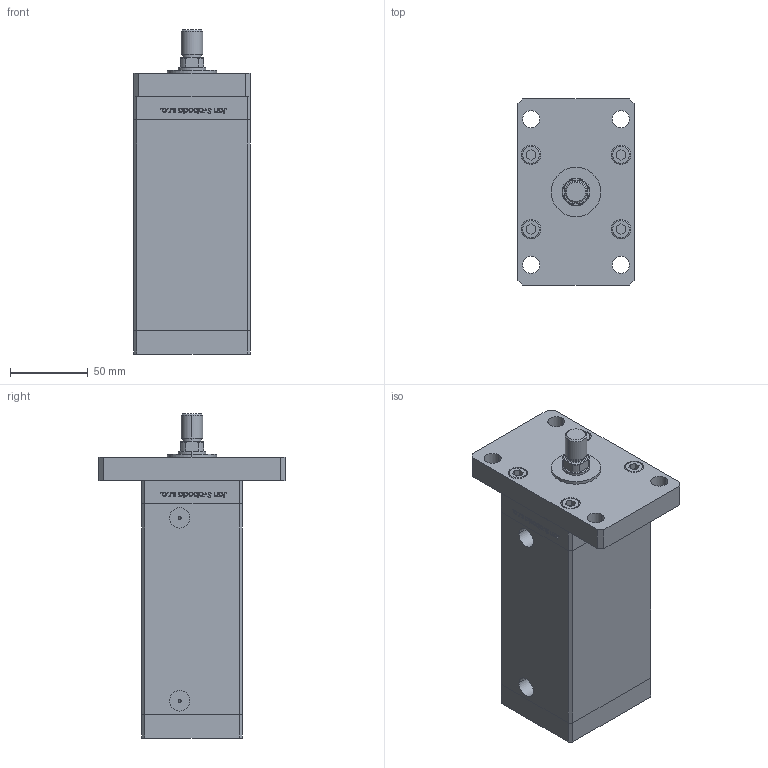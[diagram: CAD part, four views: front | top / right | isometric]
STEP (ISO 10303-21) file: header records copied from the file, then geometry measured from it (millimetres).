
FILE_DESCRIPTION (( 'STEP AP203' ), '1' );
FILE_NAME ('8113.STEP', '2024-06-07T05:38:55', ( '' ), ( '' ), 'SwSTEP 2.0', 'SolidWorks 2019', '' );
FILE_SCHEMA (( 'CONFIG_CONTROL_DESIGN' ));
Length unit declared in the file: millimetre
Products named in the file (8): V220CC_MALE_METRIC f0fbc109cdd55df743366f2c2f1debba; V220C BACK_F f0fbc109cdd55df743366f2c2f1debba; V220C_F_MIDDLE f0fbc109cdd55df743366f2c2f1debba; ALLEN BOLT f0fbc109cdd55df743366f2c2f1debba; 8113; V220C_F f0fbc109cdd55df743366f2c2f1debba; V220C_FRONT_F f0fbc109cdd55df743366f2c2f1debba; V220C_VC_F f0fbc109cdd55df743366f2c2f1debba
Assembly tree (20 placements, depth 2):
  8113
    V220C BACK_F f0fbc109cdd55df743366f2c2f1debba
    V220C_F_MIDDLE f0fbc109cdd55df743366f2c2f1debba
    V220C_FRONT_F f0fbc109cdd55df743366f2c2f1debba
    V220C_F f0fbc109cdd55df743366f2c2f1debba
    ALLEN BOLT f0fbc109cdd55df743366f2c2f1debba  x14
    V220CC_MALE_METRIC f0fbc109cdd55df743366f2c2f1debba
    V220C_VC_F f0fbc109cdd55df743366f2c2f1debba
Bounding box: 75 x 120 x 209 mm (x, y, z)
Volume: 851216.4 mm3; surface area: 161029.3 mm2
Topology: 20 solids, 20 shells, 1321 faces, 3261 edges, 2129 vertices
Faces by surface type: plane 518, bspline 484, cylinder 191, cone 66, torus 62
Entity records: 54043 total; most frequent: CARTESIAN_POINT 30524, ORIENTED_EDGE 5322, DIRECTION 3135, EDGE_CURVE 2661, VERTEX_POINT 1765, LINE 1375, VECTOR 1375, EDGE_LOOP 1222
